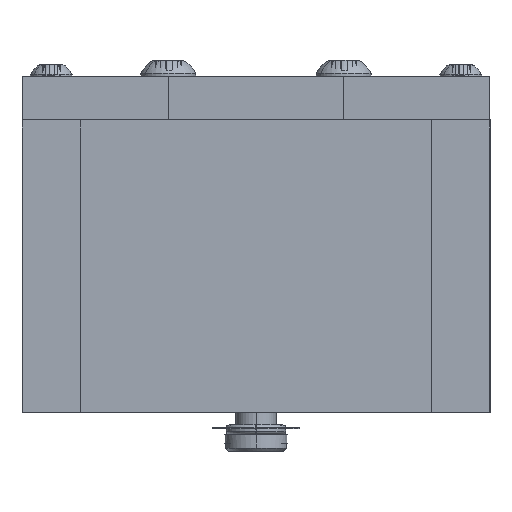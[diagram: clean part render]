
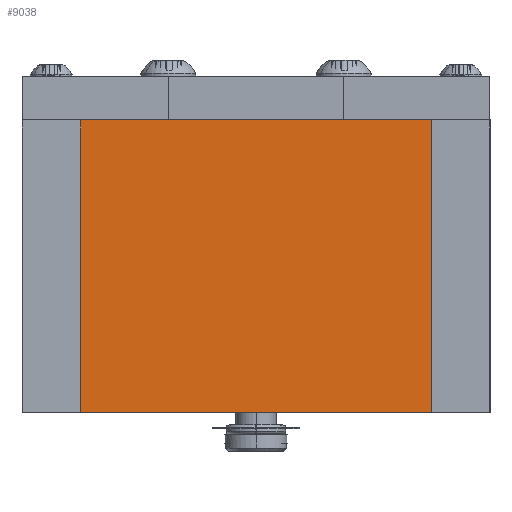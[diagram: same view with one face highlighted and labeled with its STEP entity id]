
A CAD part, left-side view. The second image highlights one B-rep face of the part: STEP entity #9038.
In plain terms, the highlighted face is planar.
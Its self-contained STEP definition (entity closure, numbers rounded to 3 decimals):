
#41 = DIRECTION ( 'NONE',  ( 0., 0., 1. ) ) ;
#196 = LINE ( 'NONE', #5417, #892 ) ;
#406 = ORIENTED_EDGE ( 'NONE', *, *, #9043, .T. ) ;
#504 = LINE ( 'NONE', #1478, #8425 ) ;
#892 = VECTOR ( 'NONE', #5532, 1000. ) ;
#1373 = AXIS2_PLACEMENT_3D ( 'NONE', #8904, #41, #7179 ) ;
#1422 = DIRECTION ( 'NONE',  ( 0., 1., 0. ) ) ;
#1478 = CARTESIAN_POINT ( 'NONE',  ( 24., 40., 0. ) ) ;
#1770 = ORIENTED_EDGE ( 'NONE', *, *, #10481, .F. ) ;
#1934 = EDGE_LOOP ( 'NONE', ( #11120, #1770, #4018, #406 ) ) ;
#2711 = DIRECTION ( 'NONE',  ( -1., 0., 0. ) ) ;
#2912 = VECTOR ( 'NONE', #2711, 1000. ) ;
#4018 = ORIENTED_EDGE ( 'NONE', *, *, #4986, .F. ) ;
#4555 = LINE ( 'NONE', #8751, #2912 ) ;
#4702 = VECTOR ( 'NONE', #1422, 1000. ) ;
#4986 = EDGE_CURVE ( 'NONE', #9469, #6498, #8515, .T. ) ;
#5354 = CARTESIAN_POINT ( 'NONE',  ( -24., 40., 0. ) ) ;
#5369 = PLANE ( 'NONE',  #1373 ) ;
#5417 = CARTESIAN_POINT ( 'NONE',  ( -24., 40., 0. ) ) ;
#5532 = DIRECTION ( 'NONE',  ( 0., 1., 0. ) ) ;
#6498 = VERTEX_POINT ( 'NONE', #9664 ) ;
#6658 = CARTESIAN_POINT ( 'NONE',  ( 24., 40., 0. ) ) ;
#6715 = CARTESIAN_POINT ( 'NONE',  ( 24., 0., 0. ) ) ;
#6907 = CARTESIAN_POINT ( 'NONE',  ( -24., 0., 0. ) ) ;
#7113 = EDGE_CURVE ( 'NONE', #9641, #9810, #196, .T. ) ;
#7179 = DIRECTION ( 'NONE',  ( 0., -1., 0. ) ) ;
#8425 = VECTOR ( 'NONE', #10205, 1000. ) ;
#8515 = LINE ( 'NONE', #6658, #4702 ) ;
#8751 = CARTESIAN_POINT ( 'NONE',  ( 24., 0., 0. ) ) ;
#8904 = CARTESIAN_POINT ( 'NONE',  ( 24., 40., 0. ) ) ;
#9028 = FACE_OUTER_BOUND ( 'NONE', #1934, .T. ) ;
#9038 = ADVANCED_FACE ( 'NONE', ( #9028 ), #5369, .F. ) ;
#9043 = EDGE_CURVE ( 'NONE', #9469, #9641, #4555, .T. ) ;
#9469 = VERTEX_POINT ( 'NONE', #6715 ) ;
#9641 = VERTEX_POINT ( 'NONE', #6907 ) ;
#9664 = CARTESIAN_POINT ( 'NONE',  ( 24., 40., 0. ) ) ;
#9810 = VERTEX_POINT ( 'NONE', #5354 ) ;
#10205 = DIRECTION ( 'NONE',  ( -1., 0., 0. ) ) ;
#10481 = EDGE_CURVE ( 'NONE', #6498, #9810, #504, .T. ) ;
#11120 = ORIENTED_EDGE ( 'NONE', *, *, #7113, .T. ) ;
